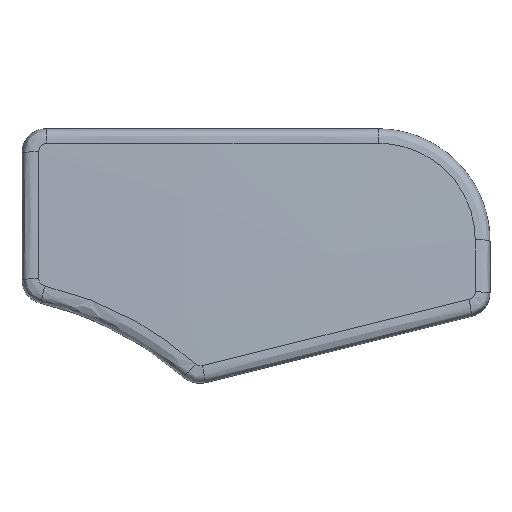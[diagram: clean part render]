
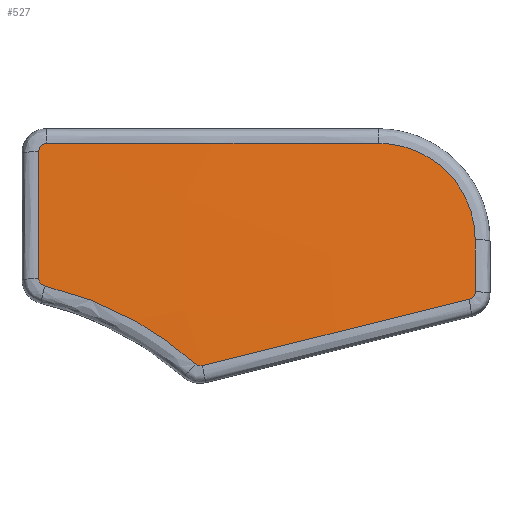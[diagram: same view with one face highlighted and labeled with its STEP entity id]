
A CAD part, top view. The second image highlights one B-rep face of the part: STEP entity #527.
In plain terms, the highlighted spherical face has radius 425 mm.
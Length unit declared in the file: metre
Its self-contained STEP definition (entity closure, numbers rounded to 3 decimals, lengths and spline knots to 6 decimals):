
#30=SPHERICAL_SURFACE('',#592,0.425);
#52=B_SPLINE_CURVE_WITH_KNOTS('',3,(#861,#862,#863,#864),.UNSPECIFIED.,
 .F.,.F.,(4,4),(0.,1.),.UNSPECIFIED.);
#53=B_SPLINE_CURVE_WITH_KNOTS('',3,(#867,#868,#869,#870),.UNSPECIFIED.,
 .F.,.F.,(4,4),(0.,1.),.UNSPECIFIED.);
#54=B_SPLINE_CURVE_WITH_KNOTS('',3,(#872,#873,#874,#875),.UNSPECIFIED.,
 .F.,.F.,(4,4),(0.,1.),.UNSPECIFIED.);
#55=B_SPLINE_CURVE_WITH_KNOTS('',3,(#877,#878,#879,#880),.UNSPECIFIED.,
 .F.,.F.,(4,4),(0.,1.),.UNSPECIFIED.);
#56=B_SPLINE_CURVE_WITH_KNOTS('',3,(#882,#883,#884,#885,#886,#887,#888),
 .UNSPECIFIED.,.F.,.F.,(4,1,1,1,4),(0.,0.25,0.5,0.75,1.),.UNSPECIFIED.);
#57=B_SPLINE_CURVE_WITH_KNOTS('',3,(#890,#891,#892,#893),.UNSPECIFIED.,
 .F.,.F.,(4,4),(0.,1.),.UNSPECIFIED.);
#58=B_SPLINE_CURVE_WITH_KNOTS('',3,(#895,#896,#897,#898),.UNSPECIFIED.,
 .F.,.F.,(4,4),(0.,1.),.UNSPECIFIED.);
#59=B_SPLINE_CURVE_WITH_KNOTS('',3,(#900,#901,#902,#903),.UNSPECIFIED.,
 .F.,.F.,(4,4),(0.,1.),.UNSPECIFIED.);
#60=B_SPLINE_CURVE_WITH_KNOTS('',3,(#905,#906,#907,#908),.UNSPECIFIED.,
 .F.,.F.,(4,4),(0.,1.),.UNSPECIFIED.);
#61=B_SPLINE_CURVE_WITH_KNOTS('',3,(#910,#911,#912,#913,#914,#915),
 .UNSPECIFIED.,.F.,.F.,(4,1,1,4),(0.,0.25,0.5,1.),.UNSPECIFIED.);
#142=ORIENTED_EDGE('',*,*,#284,.T.);
#143=ORIENTED_EDGE('',*,*,#285,.T.);
#144=ORIENTED_EDGE('',*,*,#286,.T.);
#145=ORIENTED_EDGE('',*,*,#287,.T.);
#146=ORIENTED_EDGE('',*,*,#288,.T.);
#147=ORIENTED_EDGE('',*,*,#289,.T.);
#148=ORIENTED_EDGE('',*,*,#290,.T.);
#149=ORIENTED_EDGE('',*,*,#291,.T.);
#150=ORIENTED_EDGE('',*,*,#292,.T.);
#151=ORIENTED_EDGE('',*,*,#293,.T.);
#284=EDGE_CURVE('',#350,#351,#52,.T.);
#285=EDGE_CURVE('',#351,#352,#53,.T.);
#286=EDGE_CURVE('',#352,#353,#54,.T.);
#287=EDGE_CURVE('',#353,#354,#55,.T.);
#288=EDGE_CURVE('',#354,#355,#56,.T.);
#289=EDGE_CURVE('',#355,#356,#57,.T.);
#290=EDGE_CURVE('',#356,#357,#58,.T.);
#291=EDGE_CURVE('',#357,#358,#59,.T.);
#292=EDGE_CURVE('',#358,#359,#60,.T.);
#293=EDGE_CURVE('',#359,#350,#61,.T.);
#350=VERTEX_POINT('',#865);
#351=VERTEX_POINT('',#866);
#352=VERTEX_POINT('',#871);
#353=VERTEX_POINT('',#876);
#354=VERTEX_POINT('',#881);
#355=VERTEX_POINT('',#889);
#356=VERTEX_POINT('',#894);
#357=VERTEX_POINT('',#899);
#358=VERTEX_POINT('',#904);
#359=VERTEX_POINT('',#909);
#433=EDGE_LOOP('',(#142,#143,#144,#145,#146,#147,#148,#149,#150,#151));
#477=FACE_BOUND('',#433,.T.);
#527=ADVANCED_FACE('',(#477),#30,.T.);
#592=AXIS2_PLACEMENT_3D('',#860,#683,#684);
#683=DIRECTION('',(1.,0.,0.));
#684=DIRECTION('',(0.,0.,1.));
#860=CARTESIAN_POINT('',(0.038795,-0.00334,-0.387661));
#861=CARTESIAN_POINT('',(0.0586,0.019534,0.036261));
#862=CARTESIAN_POINT('',(0.058772,0.01938,0.036261));
#863=CARTESIAN_POINT('',(0.059015,0.019319,0.036253));
#864=CARTESIAN_POINT('',(0.059239,0.019375,0.036239));
#865=CARTESIAN_POINT('',(0.0586,0.019534,0.036261));
#866=CARTESIAN_POINT('',(0.059239,0.019375,0.036239));
#867=CARTESIAN_POINT('',(0.059239,0.019375,0.036239));
#868=CARTESIAN_POINT('',(0.067814,0.021513,0.035711));
#869=CARTESIAN_POINT('',(0.075879,0.023524,0.034938));
#870=CARTESIAN_POINT('',(0.083427,0.025406,0.03401));
#871=CARTESIAN_POINT('',(0.083427,0.025406,0.03401));
#872=CARTESIAN_POINT('',(0.083427,0.025406,0.03401));
#873=CARTESIAN_POINT('',(0.083739,0.025484,0.033972));
#874=CARTESIAN_POINT('',(0.083959,0.025764,0.033929));
#875=CARTESIAN_POINT('',(0.083959,0.026087,0.033907));
#876=CARTESIAN_POINT('',(0.083959,0.026087,0.033907));
#877=CARTESIAN_POINT('',(0.083959,0.026087,0.033907));
#878=CARTESIAN_POINT('',(0.083959,0.027652,0.033798));
#879=CARTESIAN_POINT('',(0.083959,0.029217,0.03368));
#880=CARTESIAN_POINT('',(0.083959,0.03078,0.033553));
#881=CARTESIAN_POINT('',(0.083959,0.03078,0.033553));
#882=CARTESIAN_POINT('',(0.083959,0.03078,0.033553));
#883=CARTESIAN_POINT('',(0.083959,0.031938,0.033459));
#884=CARTESIAN_POINT('',(0.083502,0.034209,0.033315));
#885=CARTESIAN_POINT('',(0.081562,0.037119,0.033247));
#886=CARTESIAN_POINT('',(0.078646,0.039058,0.033342));
#887=CARTESIAN_POINT('',(0.076382,0.039511,0.033501));
#888=CARTESIAN_POINT('',(0.075229,0.039511,0.033601));
#889=CARTESIAN_POINT('',(0.075229,0.039511,0.033601));
#890=CARTESIAN_POINT('',(0.075229,0.039511,0.033601));
#891=CARTESIAN_POINT('',(0.065245,0.039511,0.034464));
#892=CARTESIAN_POINT('',(0.055202,0.039511,0.034975));
#893=CARTESIAN_POINT('',(0.045122,0.039511,0.035126));
#894=CARTESIAN_POINT('',(0.045122,0.039511,0.035126));
#895=CARTESIAN_POINT('',(0.045122,0.039511,0.035126));
#896=CARTESIAN_POINT('',(0.044734,0.039511,0.035132));
#897=CARTESIAN_POINT('',(0.04442,0.039196,0.035168));
#898=CARTESIAN_POINT('',(0.04442,0.038809,0.035207));
#899=CARTESIAN_POINT('',(0.04442,0.038809,0.035207));
#900=CARTESIAN_POINT('',(0.04442,0.038809,0.035207));
#901=CARTESIAN_POINT('',(0.04442,0.034972,0.035589));
#902=CARTESIAN_POINT('',(0.04442,0.03113,0.035919));
#903=CARTESIAN_POINT('',(0.04442,0.027284,0.036197));
#904=CARTESIAN_POINT('',(0.04442,0.027284,0.036197));
#905=CARTESIAN_POINT('',(0.04442,0.027284,0.036197));
#906=CARTESIAN_POINT('',(0.04442,0.026957,0.036221));
#907=CARTESIAN_POINT('',(0.044646,0.026673,0.036238));
#908=CARTESIAN_POINT('',(0.044965,0.0266,0.036238));
#909=CARTESIAN_POINT('',(0.044965,0.0266,0.036238));
#910=CARTESIAN_POINT('',(0.044965,0.0266,0.036238));
#911=CARTESIAN_POINT('',(0.046236,0.026308,0.036241));
#912=CARTESIAN_POINT('',(0.048717,0.025573,0.036245));
#913=CARTESIAN_POINT('',(0.053497,0.023459,0.036253));
#914=CARTESIAN_POINT('',(0.056669,0.021265,0.036258));
#915=CARTESIAN_POINT('',(0.0586,0.019534,0.036261));
